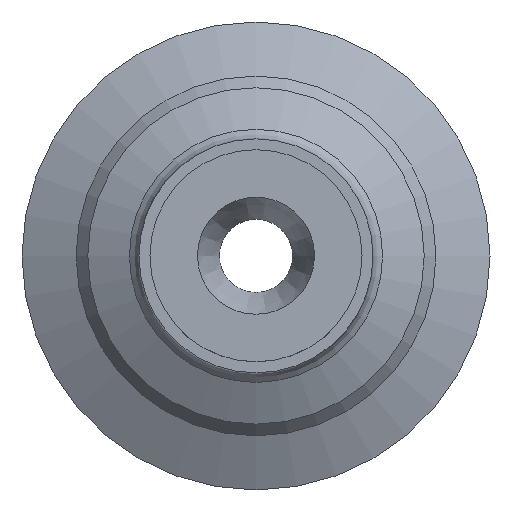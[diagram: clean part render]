
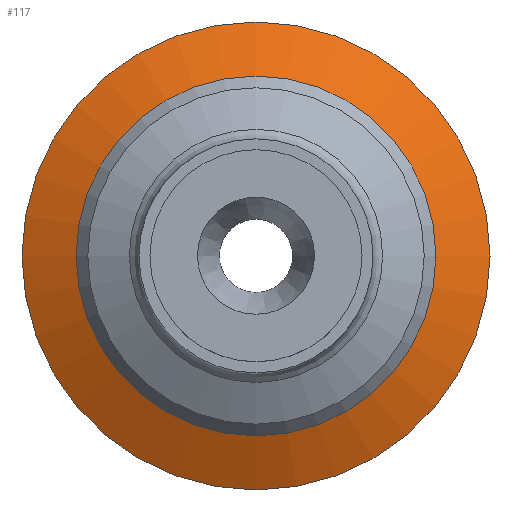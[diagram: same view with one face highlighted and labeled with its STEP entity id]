
A CAD part, top view. The second image highlights one B-rep face of the part: STEP entity #117.
In plain terms, the highlighted conical face has half-angle 64.058 degrees and reference radius 16 mm.
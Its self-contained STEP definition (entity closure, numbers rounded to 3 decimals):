
#117 = ADVANCED_FACE( '', ( #226, #227 ), #228, .T. );
#226 = FACE_BOUND( '', #362, .T. );
#227 = FACE_OUTER_BOUND( '', #363, .T. );
#228 = CONICAL_SURFACE( '', #364, 16., 1.118 );
#362 = EDGE_LOOP( '', ( #688 ) );
#363 = EDGE_LOOP( '', ( #689 ) );
#364 = AXIS2_PLACEMENT_3D( '', #690, #691, #692 );
#688 = ORIENTED_EDGE( '', *, *, #846, .F. );
#689 = ORIENTED_EDGE( '', *, *, #847, .T. );
#690 = CARTESIAN_POINT( '', ( 0., 0., 0.4 ) );
#691 = DIRECTION( '', ( 0., 0., -1. ) );
#692 = DIRECTION( '', ( -1., 0., 0. ) );
#846 = EDGE_CURVE( '', #1015, #1015, #1016, .T. );
#847 = EDGE_CURVE( '', #1017, #1017, #1018, .T. );
#1015 = VERTEX_POINT( '', #1411 );
#1016 = CIRCLE( '', #1412, 12.3 );
#1017 = VERTEX_POINT( '', #1413 );
#1018 = CIRCLE( '', #1414, 16. );
#1411 = CARTESIAN_POINT( '', ( 12.3, 0., 2.2 ) );
#1412 = AXIS2_PLACEMENT_3D( '', #1548, #1549, #1550 );
#1413 = CARTESIAN_POINT( '', ( 16., 0., 0.4 ) );
#1414 = AXIS2_PLACEMENT_3D( '', #1551, #1552, #1553 );
#1548 = CARTESIAN_POINT( '', ( 0., 0., 2.2 ) );
#1549 = DIRECTION( '', ( 0., 0., 1. ) );
#1550 = DIRECTION( '', ( 1., 0., 0. ) );
#1551 = CARTESIAN_POINT( '', ( 0., 0., 0.4 ) );
#1552 = DIRECTION( '', ( 0., 0., 1. ) );
#1553 = DIRECTION( '', ( 1., 0., 0. ) );
